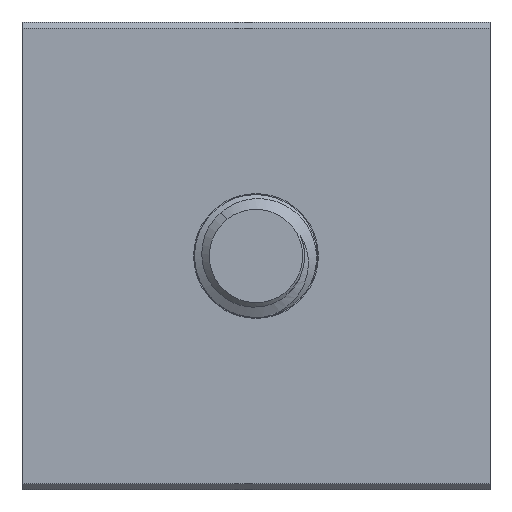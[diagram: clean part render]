
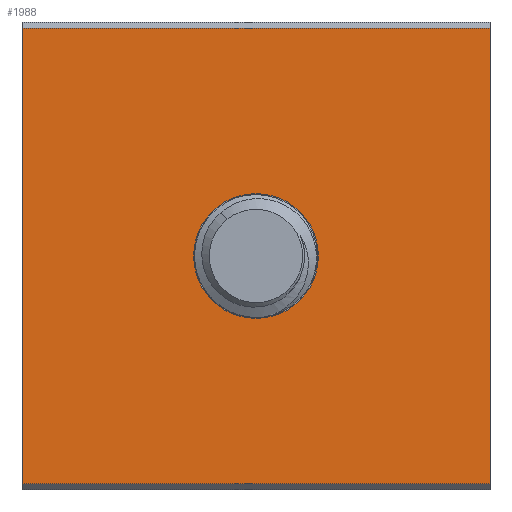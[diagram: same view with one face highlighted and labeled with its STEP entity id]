
A CAD part, front view. The second image highlights one B-rep face of the part: STEP entity #1988.
In plain terms, the highlighted planar face has unit normal (0, -1, 0).
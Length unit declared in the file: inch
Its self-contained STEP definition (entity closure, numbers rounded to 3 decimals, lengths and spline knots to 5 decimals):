
#4 = CARTESIAN_POINT ( 'NONE',  ( 0.375, -0.2405, 0.365 ) ) ;
#101 = DIRECTION ( 'NONE',  ( 0., 0., -1. ) ) ;
#264 = VERTEX_POINT ( 'NONE', #5415 ) ;
#426 = VERTEX_POINT ( 'NONE', #2778 ) ;
#1027 = ORIENTED_EDGE ( 'NONE', *, *, #4922, .F. ) ;
#1049 = CARTESIAN_POINT ( 'NONE',  ( 0., -0.2405, 0.1 ) ) ;
#1163 = DIRECTION ( 'NONE',  ( 0., 0., 1. ) ) ;
#1289 = CARTESIAN_POINT ( 'NONE',  ( 0.375, -0.2405, 0.365 ) ) ;
#1482 = LINE ( 'NONE', #4793, #4851 ) ;
#1538 = CIRCLE ( 'NONE', #4102, 0.1 ) ;
#1563 = CARTESIAN_POINT ( 'NONE',  ( 0., -0.2405, 0. ) ) ;
#1623 = EDGE_LOOP ( 'NONE', ( #1736, #2646 ) ) ;
#1633 = LINE ( 'NONE', #5524, #3902 ) ;
#1736 = ORIENTED_EDGE ( 'NONE', *, *, #3917, .T. ) ;
#1883 = DIRECTION ( 'NONE',  ( 0., 1., 0. ) ) ;
#1926 = CARTESIAN_POINT ( 'NONE',  ( -0.375, -0.2405, -0.365 ) ) ;
#1964 = EDGE_CURVE ( 'NONE', #264, #3996, #1482, .T. ) ;
#1988 = ADVANCED_FACE ( 'NONE', ( #3598, #2574 ), #2061, .F. ) ;
#2006 = EDGE_LOOP ( 'NONE', ( #2283, #4711, #1027, #3099 ) ) ;
#2016 = DIRECTION ( 'NONE',  ( 0., 0., 1. ) ) ;
#2061 = PLANE ( 'NONE',  #2218 ) ;
#2114 = LINE ( 'NONE', #1289, #4396 ) ;
#2134 = LINE ( 'NONE', #4, #4418 ) ;
#2218 = AXIS2_PLACEMENT_3D ( 'NONE', #2974, #3878, #1163 ) ;
#2257 = VERTEX_POINT ( 'NONE', #5493 ) ;
#2283 = ORIENTED_EDGE ( 'NONE', *, *, #5529, .T. ) ;
#2306 = DIRECTION ( 'NONE',  ( 0., 0., -1. ) ) ;
#2519 = DIRECTION ( 'NONE',  ( -1., 0., 0. ) ) ;
#2574 = FACE_OUTER_BOUND ( 'NONE', #2006, .T. ) ;
#2646 = ORIENTED_EDGE ( 'NONE', *, *, #3352, .T. ) ;
#2778 = CARTESIAN_POINT ( 'NONE',  ( 0.375, -0.2405, 0.365 ) ) ;
#2974 = CARTESIAN_POINT ( 'NONE',  ( 0.375, -0.2405, 0.365 ) ) ;
#3094 = VERTEX_POINT ( 'NONE', #4243 ) ;
#3099 = ORIENTED_EDGE ( 'NONE', *, *, #4474, .T. ) ;
#3123 = DIRECTION ( 'NONE',  ( -1., 0., 0. ) ) ;
#3352 = EDGE_CURVE ( 'NONE', #3094, #5018, #5695, .T. ) ;
#3598 = FACE_BOUND ( 'NONE', #1623, .T. ) ;
#3878 = DIRECTION ( 'NONE',  ( 0., 1., 0. ) ) ;
#3902 = VECTOR ( 'NONE', #101, 39.37008 ) ;
#3917 = EDGE_CURVE ( 'NONE', #5018, #3094, #1538, .T. ) ;
#3996 = VERTEX_POINT ( 'NONE', #1926 ) ;
#4102 = AXIS2_PLACEMENT_3D ( 'NONE', #4627, #1883, #5084 ) ;
#4243 = CARTESIAN_POINT ( 'NONE',  ( 0., -0.2405, -0.1 ) ) ;
#4396 = VECTOR ( 'NONE', #3123, 39.37008 ) ;
#4418 = VECTOR ( 'NONE', #2306, 39.37008 ) ;
#4474 = EDGE_CURVE ( 'NONE', #426, #2257, #2114, .T. ) ;
#4627 = CARTESIAN_POINT ( 'NONE',  ( 0., -0.2405, 0. ) ) ;
#4711 = ORIENTED_EDGE ( 'NONE', *, *, #1964, .F. ) ;
#4753 = DIRECTION ( 'NONE',  ( 0., 1., 0. ) ) ;
#4793 = CARTESIAN_POINT ( 'NONE',  ( 0.375, -0.2405, -0.365 ) ) ;
#4851 = VECTOR ( 'NONE', #2519, 39.37008 ) ;
#4922 = EDGE_CURVE ( 'NONE', #426, #264, #2134, .T. ) ;
#5018 = VERTEX_POINT ( 'NONE', #1049 ) ;
#5084 = DIRECTION ( 'NONE',  ( 0., 0., 1. ) ) ;
#5415 = CARTESIAN_POINT ( 'NONE',  ( 0.375, -0.2405, -0.365 ) ) ;
#5493 = CARTESIAN_POINT ( 'NONE',  ( -0.375, -0.2405, 0.365 ) ) ;
#5524 = CARTESIAN_POINT ( 'NONE',  ( -0.375, -0.2405, 0.365 ) ) ;
#5529 = EDGE_CURVE ( 'NONE', #2257, #3996, #1633, .T. ) ;
#5695 = CIRCLE ( 'NONE', #5873, 0.1 ) ;
#5873 = AXIS2_PLACEMENT_3D ( 'NONE', #1563, #4753, #2016 ) ;
